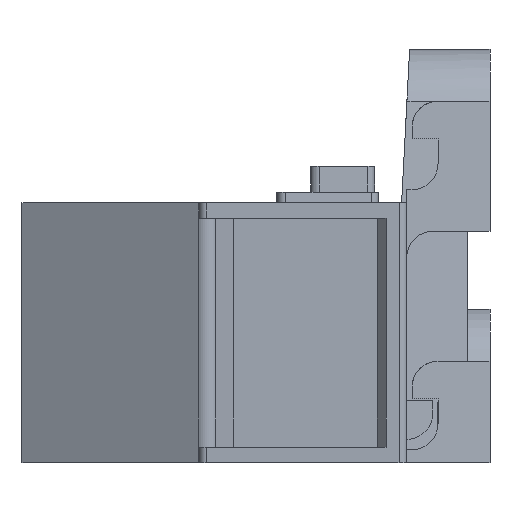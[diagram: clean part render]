
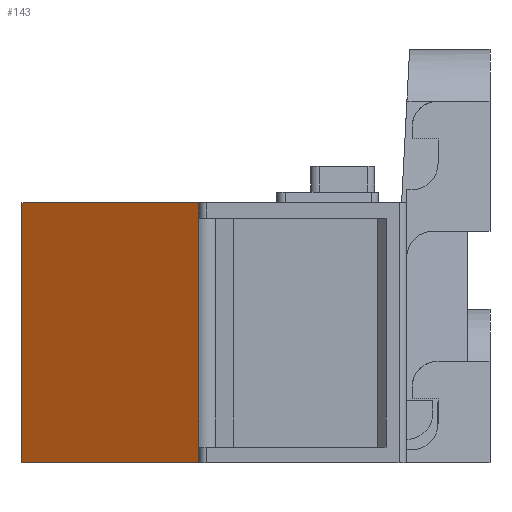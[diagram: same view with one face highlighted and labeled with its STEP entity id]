
A CAD part, left-side view. The second image highlights one B-rep face of the part: STEP entity #143.
In plain terms, the highlighted planar face has unit normal (-0.866, 0.5, 0).
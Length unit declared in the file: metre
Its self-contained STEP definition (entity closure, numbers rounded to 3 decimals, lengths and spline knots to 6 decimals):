
#143 = ADVANCED_FACE( '', ( #397 ), #398, .T. );
#397 = FACE_OUTER_BOUND( '', #765, .T. );
#398 = PLANE( '', #766 );
#765 = EDGE_LOOP( '', ( #1568, #1569, #1570, #1571, #1572, #1573 ) );
#766 = AXIS2_PLACEMENT_3D( '', #1574, #1575, #1576 );
#1568 = ORIENTED_EDGE( '', *, *, #2850, .T. );
#1569 = ORIENTED_EDGE( '', *, *, #2649, .F. );
#1570 = ORIENTED_EDGE( '', *, *, #2587, .T. );
#1571 = ORIENTED_EDGE( '', *, *, #2851, .T. );
#1572 = ORIENTED_EDGE( '', *, *, #2852, .T. );
#1573 = ORIENTED_EDGE( '', *, *, #2853, .T. );
#1574 = CARTESIAN_POINT( '', ( 0.077368, 0.018, 0.0203 ) );
#1575 = DIRECTION( '', ( -0.866, 0.501, 0. ) );
#1576 = DIRECTION( '', ( 0., 0., 1. ) );
#2587 = EDGE_CURVE( '', #3118, #3116, #3119, .T. );
#2649 = EDGE_CURVE( '', #3118, #3234, #3235, .T. );
#2850 = EDGE_CURVE( '', #3590, #3234, #3591, .F. );
#2851 = EDGE_CURVE( '', #3116, #3592, #3593, .F. );
#2852 = EDGE_CURVE( '', #3592, #3594, #3595, .T. );
#2853 = EDGE_CURVE( '', #3594, #3590, #3596, .F. );
#3116 = VERTEX_POINT( '', #3989 );
#3118 = VERTEX_POINT( '', #3992 );
#3119 = LINE( '', #3993, #3994 );
#3234 = VERTEX_POINT( '', #4163 );
#3235 = LINE( '', #4164, #4165 );
#3590 = VERTEX_POINT( '', #4690 );
#3591 = LINE( '', #4691, #4692 );
#3592 = VERTEX_POINT( '', #4693 );
#3593 = LINE( '', #4694, #4695 );
#3594 = VERTEX_POINT( '', #4696 );
#3595 = LINE( '', #4697, #4698 );
#3596 = LINE( '', #4699, #4700 );
#3989 = CARTESIAN_POINT( '', ( 0.073437, 0.0112, 0.0203 ) );
#3992 = CARTESIAN_POINT( '', ( 0.077368, 0.018, 0.0203 ) );
#3993 = CARTESIAN_POINT( '', ( 0.077368, 0.018, 0.0203 ) );
#3994 = VECTOR( '', #5283, 1. );
#4163 = CARTESIAN_POINT( '', ( 0.077368, 0.018, 0.0303 ) );
#4164 = CARTESIAN_POINT( '', ( 0.077368, 0.018, 0.0203 ) );
#4165 = VECTOR( '', #5359, 1. );
#4690 = CARTESIAN_POINT( '', ( 0.073437, 0.0112, 0.0303 ) );
#4691 = CARTESIAN_POINT( '', ( 0.077368, 0.018, 0.0303 ) );
#4692 = VECTOR( '', #5620, 1. );
#4693 = CARTESIAN_POINT( '', ( 0.073437, 0.0112, 0.0209 ) );
#4694 = CARTESIAN_POINT( '', ( 0.073437, 0.0112, 0.0203 ) );
#4695 = VECTOR( '', #5621, 1. );
#4696 = CARTESIAN_POINT( '', ( 0.073437, 0.0112, 0.0297 ) );
#4697 = CARTESIAN_POINT( '', ( 0.073437, 0.0112, 0.0209 ) );
#4698 = VECTOR( '', #5622, 1. );
#4699 = CARTESIAN_POINT( '', ( 0.073437, 0.0112, 0.0203 ) );
#4700 = VECTOR( '', #5623, 1. );
#5283 = DIRECTION( '', ( -0.501, -0.866, 0. ) );
#5359 = DIRECTION( '', ( 0., 0., 1. ) );
#5620 = DIRECTION( '', ( -0.501, -0.866, 0. ) );
#5621 = DIRECTION( '', ( 0., 0., -1. ) );
#5622 = DIRECTION( '', ( 0., 0., 1. ) );
#5623 = DIRECTION( '', ( 0., 0., -1. ) );
